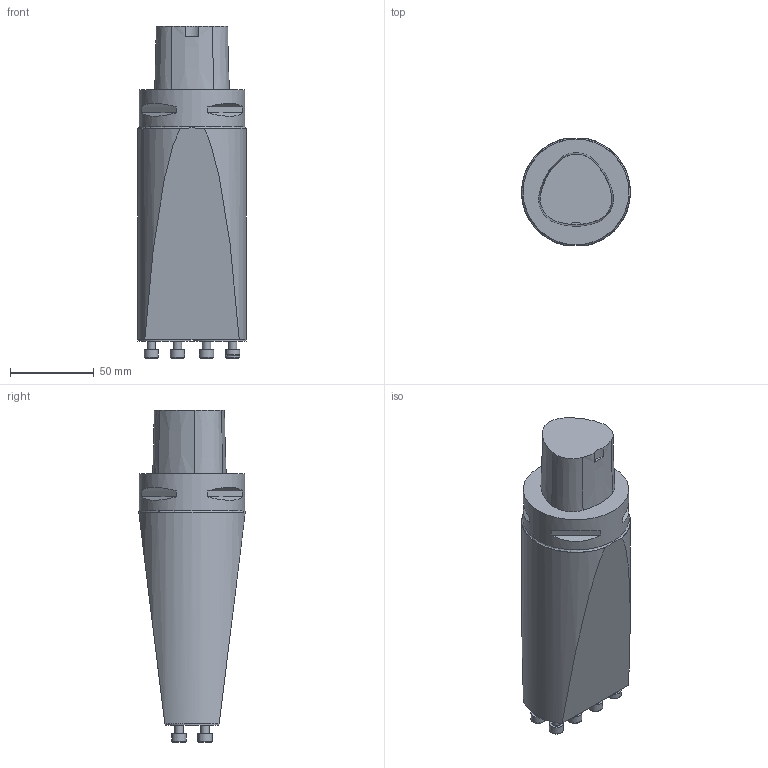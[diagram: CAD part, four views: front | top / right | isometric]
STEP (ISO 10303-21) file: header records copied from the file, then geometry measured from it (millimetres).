
FILE_DESCRIPTION(/* description */ (''),/* implementation_level */ '2;1');
FILE_NAME(/* name */ '1552911907582.stp',/* time_stamp */ '2019-03-18T13:25:21+01:00',/* author */ (''),/* organization */ ('SMS'),/* preprocessor_version */ 'ST-DEVELOPER v15',/* originating_system */ 'SIEMENS PLM Software NX 8.5',/* authorisation */ '');
FILE_SCHEMA (('AUTOMOTIVE_DESIGN { 1 0 10303 214 3 1 1 1 }'));
Length unit declared in the file: millimetre
Products named in the file (1): 112030514mod000_01
Bounding box: 65 x 63.51 x 198 mm (x, y, z)
Volume: 477203.4 mm3; surface area: 42115.9 mm2
Topology: 1 solids, 1 shells, 83 faces, 176 edges, 120 vertices
Faces by surface type: plane 36, cylinder 22, torus 17, cone 8
Full cylindrical faces by diameter (mm): 5 x8, 8.5 x8, 32 x2, 63 x1
Entity records: 2020 total; most frequent: DIRECTION 380, CARTESIAN_POINT 340, ORIENTED_EDGE 244, AXIS2_PLACEMENT_3D 178, EDGE_LOOP 140, EDGE_CURVE 122, FACE_BOUND 104, VERTEX_POINT 98
